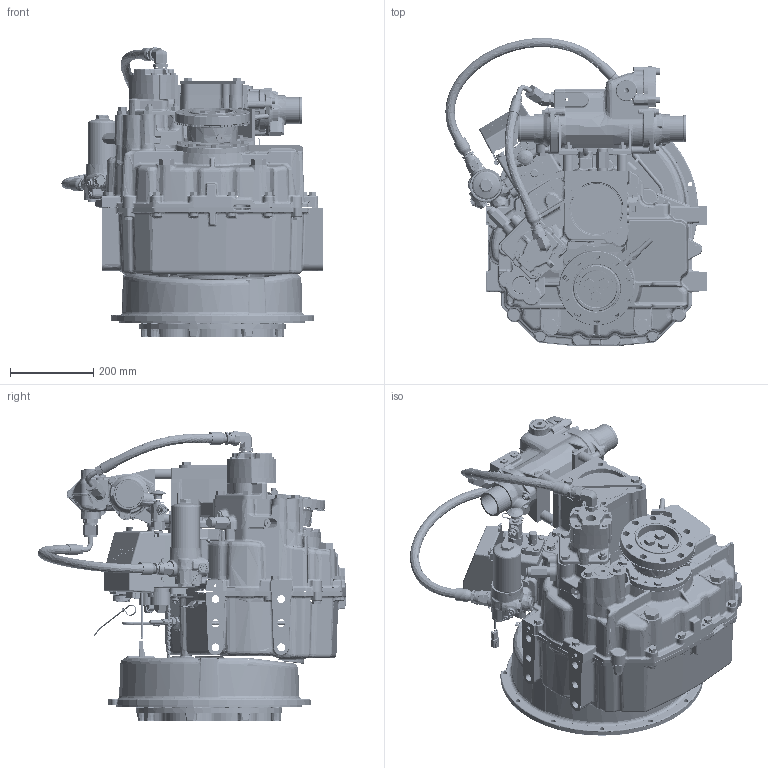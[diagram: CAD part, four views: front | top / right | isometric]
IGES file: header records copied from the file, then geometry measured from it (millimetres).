
Start section: SolidWorks IGES file using analytic representation for surfaces
Global section: file name:  PX12820C.igs; native system: SolidWorks 2015; preprocessor: SolidWorks 2015; author: smtservice; date: 181217.060904; units: millimetre
Bounding box: 628.14 x 741.19 x 698.12 mm (x, y, z)
Surface area: 3441167.6 mm2 (no closed solid volume)
Topology: 0 solids, 0 shells, 8517 faces, 128707 edges, 128444 vertices
Faces by surface type: bspline 4783, revolution 3734
